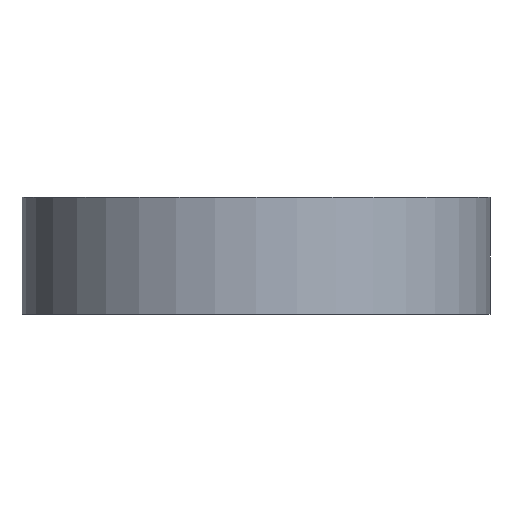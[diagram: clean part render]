
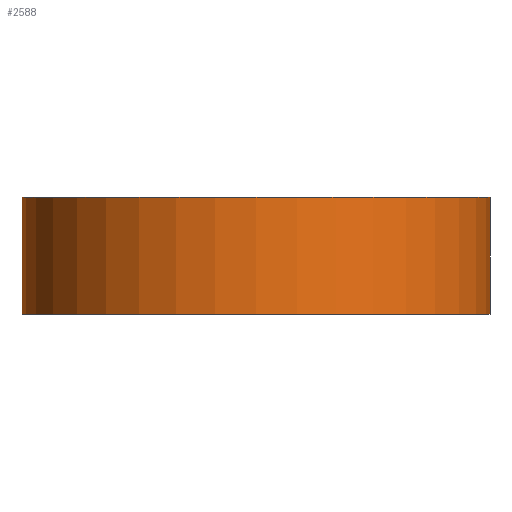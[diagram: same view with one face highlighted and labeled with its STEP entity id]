
A CAD part, front view. The second image highlights one B-rep face of the part: STEP entity #2588.
In plain terms, the highlighted cylindrical face has radius 50.8 mm (diameter 101.6 mm), a partial arc.
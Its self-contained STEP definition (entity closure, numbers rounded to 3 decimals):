
#554 = ORIENTED_EDGE ( 'NONE', *, *, #4392, .F. ) ;
#922 = VERTEX_POINT ( 'NONE', #4184 ) ;
#1045 = VECTOR ( 'NONE', #10169, 1000. ) ;
#1094 = CARTESIAN_POINT ( 'NONE',  ( 0., 0., -25.4 ) ) ;
#1230 = CIRCLE ( 'NONE', #10004, 50.8 ) ;
#1565 = CYLINDRICAL_SURFACE ( 'NONE', #10378, 50.8 ) ;
#2074 = CARTESIAN_POINT ( 'NONE',  ( -50.8, 0., 0. ) ) ;
#2397 = ORIENTED_EDGE ( 'NONE', *, *, #10573, .T. ) ;
#2471 = CIRCLE ( 'NONE', #3490, 50.8 ) ;
#2583 = FACE_OUTER_BOUND ( 'NONE', #7031, .T. ) ;
#2588 = ADVANCED_FACE ( 'NONE', ( #2583 ), #1565, .T. ) ;
#2897 = DIRECTION ( 'NONE',  ( 0., 0., -1. ) ) ;
#3000 = VERTEX_POINT ( 'NONE', #10763 ) ;
#3269 = DIRECTION ( 'NONE',  ( 0., 0., 1. ) ) ;
#3490 = AXIS2_PLACEMENT_3D ( 'NONE', #1094, #11274, #6556 ) ;
#3509 = LINE ( 'NONE', #10962, #1045 ) ;
#3900 = VERTEX_POINT ( 'NONE', #2074 ) ;
#4184 = CARTESIAN_POINT ( 'NONE',  ( -50.8, 0., -25.4 ) ) ;
#4392 = EDGE_CURVE ( 'NONE', #3900, #3000, #1230, .T. ) ;
#4812 = VECTOR ( 'NONE', #2897, 1000. ) ;
#4813 = CARTESIAN_POINT ( 'NONE',  ( -50.8, 0., 29.796 ) ) ;
#5126 = ORIENTED_EDGE ( 'NONE', *, *, #10934, .F. ) ;
#5414 = DIRECTION ( 'NONE',  ( -1., 0., 0. ) ) ;
#5936 = DIRECTION ( 'NONE',  ( 0., 0., -1. ) ) ;
#6556 = DIRECTION ( 'NONE',  ( -1., 0., 0. ) ) ;
#6914 = DIRECTION ( 'NONE',  ( -1., 0., 0. ) ) ;
#7031 = EDGE_LOOP ( 'NONE', ( #7778, #554, #2397, #5126 ) ) ;
#7778 = ORIENTED_EDGE ( 'NONE', *, *, #9194, .F. ) ;
#8213 = CARTESIAN_POINT ( 'NONE',  ( 0., 0., 0. ) ) ;
#8682 = CARTESIAN_POINT ( 'NONE',  ( 0., 0., 29.796 ) ) ;
#8713 = LINE ( 'NONE', #4813, #4812 ) ;
#9194 = EDGE_CURVE ( 'NONE', #3000, #10136, #3509, .T. ) ;
#9574 = CARTESIAN_POINT ( 'NONE',  ( 50.8, 0., -25.4 ) ) ;
#10004 = AXIS2_PLACEMENT_3D ( 'NONE', #8213, #3269, #5414 ) ;
#10136 = VERTEX_POINT ( 'NONE', #9574 ) ;
#10169 = DIRECTION ( 'NONE',  ( 0., 0., -1. ) ) ;
#10378 = AXIS2_PLACEMENT_3D ( 'NONE', #8682, #5936, #6914 ) ;
#10573 = EDGE_CURVE ( 'NONE', #3900, #922, #8713, .T. ) ;
#10763 = CARTESIAN_POINT ( 'NONE',  ( 50.8, 0., 0. ) ) ;
#10934 = EDGE_CURVE ( 'NONE', #10136, #922, #2471, .T. ) ;
#10962 = CARTESIAN_POINT ( 'NONE',  ( 50.8, 0., 29.796 ) ) ;
#11274 = DIRECTION ( 'NONE',  ( 0., 0., -1. ) ) ;
